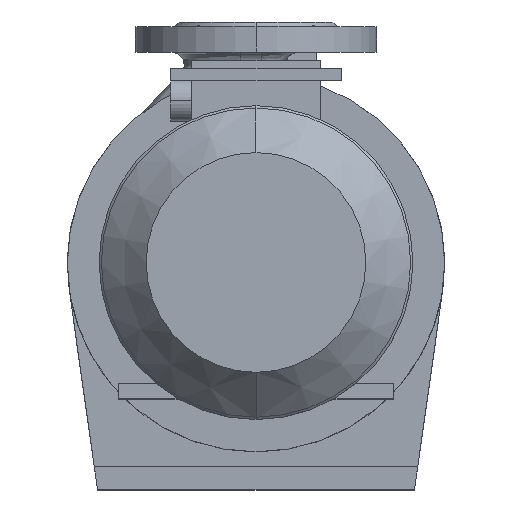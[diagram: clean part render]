
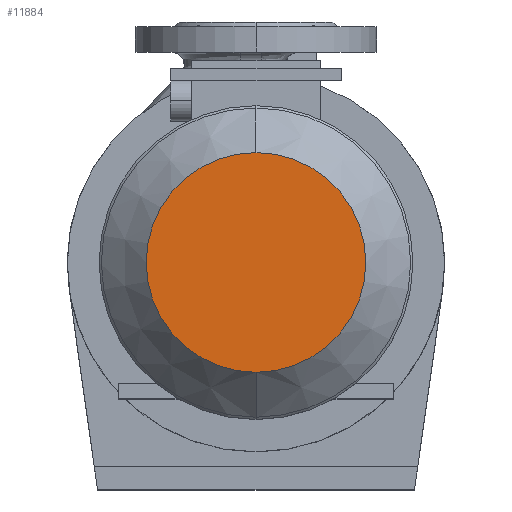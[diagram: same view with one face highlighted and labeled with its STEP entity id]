
A CAD part, top view. The second image highlights one B-rep face of the part: STEP entity #11884.
In plain terms, the highlighted planar face has unit normal (0, 0, 1).
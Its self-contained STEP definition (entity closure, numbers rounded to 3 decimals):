
#51 = EDGE_LOOP ( 'NONE', ( #12811, #12810 ) ) ;
#518 = PLANE ( 'NONE',  #8624 ) ;
#526 = CARTESIAN_POINT ( 'NONE',  ( 0., 0., 439.6 ) ) ;
#527 = DIRECTION ( 'NONE',  ( 0., 0., -1. ) ) ;
#528 = DIRECTION ( 'NONE',  ( 0., -1., 0. ) ) ;
#1188 = VERTEX_POINT ( 'NONE', #7867 ) ;
#2678 = FACE_OUTER_BOUND ( 'NONE', #51, .T. ) ;
#2840 = EDGE_CURVE ( 'NONE', #10942, #1188, #9110, .T. ) ;
#2859 = EDGE_CURVE ( 'NONE', #1188, #10942, #9129, .T. ) ;
#5378 = CARTESIAN_POINT ( 'NONE',  ( 0., 72.765, 439.6 ) ) ;
#6681 = DIRECTION ( 'NONE',  ( 0., -1., 0. ) ) ;
#6682 = DIRECTION ( 'NONE',  ( 0., 0., -1. ) ) ;
#6683 = CARTESIAN_POINT ( 'NONE',  ( 0., 0., 439.6 ) ) ;
#6735 = DIRECTION ( 'NONE',  ( 0., -1., 0. ) ) ;
#6736 = DIRECTION ( 'NONE',  ( 0., 0., -1. ) ) ;
#6737 = CARTESIAN_POINT ( 'NONE',  ( 0., 0., 439.6 ) ) ;
#7867 = CARTESIAN_POINT ( 'NONE',  ( 0., -72.765, 439.6 ) ) ;
#8624 = AXIS2_PLACEMENT_3D ( 'NONE', #526, #527, #528 ) ;
#9110 = CIRCLE ( 'NONE', #11661, 72.765 ) ;
#9129 = CIRCLE ( 'NONE', #11650, 72.765 ) ;
#10942 = VERTEX_POINT ( 'NONE', #5378 ) ;
#11650 = AXIS2_PLACEMENT_3D ( 'NONE', #6683, #6682, #6681 ) ;
#11661 = AXIS2_PLACEMENT_3D ( 'NONE', #6737, #6736, #6735 ) ;
#11884 = ADVANCED_FACE ( 'NONE', ( #2678 ), #518, .F. ) ;
#12810 = ORIENTED_EDGE ( 'NONE', *, *, #2840, .F. ) ;
#12811 = ORIENTED_EDGE ( 'NONE', *, *, #2859, .F. ) ;
